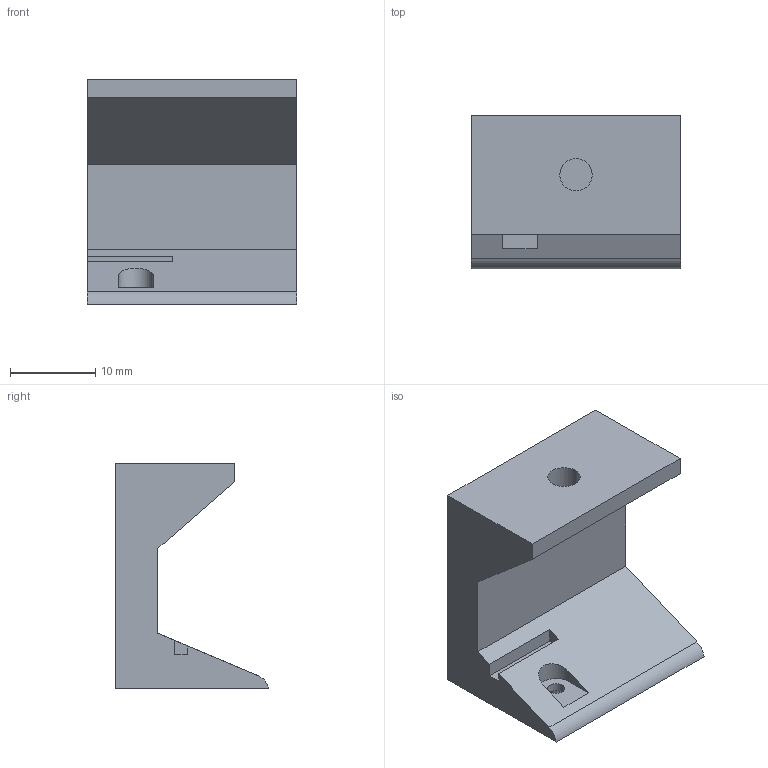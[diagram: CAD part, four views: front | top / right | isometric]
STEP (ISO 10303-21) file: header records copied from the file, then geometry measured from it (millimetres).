
FILE_DESCRIPTION (( 'STEP AP214' ), '1' );
FILE_NAME ('Mini z RWD vicon ball mount back.STEP', '2022-06-02T10:41:46', ( '' ), ( '' ), 'SwSTEP 2.0', 'SolidWorks 2020', '' );
FILE_SCHEMA (( 'AUTOMOTIVE_DESIGN' ));
Length unit declared in the file: millimetre
Products named in the file (1): Mini z RWD vicon ball mount back
Bounding box: 24.6 x 18 x 26.5 mm (x, y, z)
Volume: 5686.5 mm3; surface area: 2979.6 mm2
Topology: 1 solids, 1 shells, 25 faces, 61 edges, 40 vertices
Faces by surface type: plane 17, cylinder 6, cone 2
Entity records: 770 total; most frequent: CARTESIAN_POINT 130, DIRECTION 125, ORIENTED_EDGE 122, EDGE_CURVE 61, LINE 47, VECTOR 47, VERTEX_POINT 40, AXIS2_PLACEMENT_3D 39
